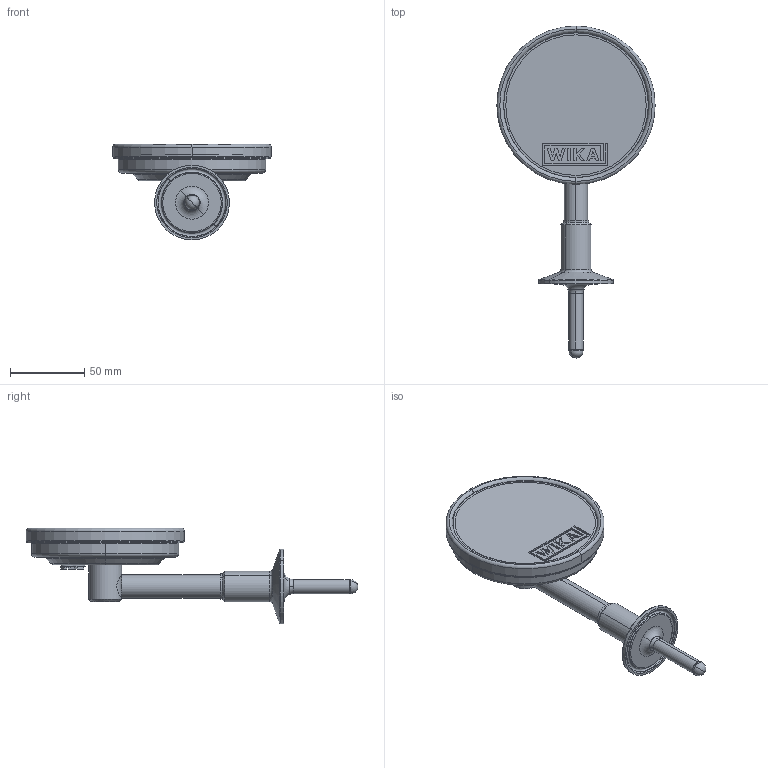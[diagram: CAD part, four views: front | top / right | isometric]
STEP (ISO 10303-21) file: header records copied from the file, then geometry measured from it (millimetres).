
FILE_DESCRIPTION((''),'2;1');
FILE_NAME('M001440_______________06299702_ASM','2022-09-21T15:33:48',('SchustM'),(''),'CREO PARAMETRIC BY PTC INC, 2021184','CREO PARAMETRIC BY PTC INC, 2021184','');
FILE_SCHEMA(('AP242_MANAGED_MODEL_BASED_3D_ENGINEERING_MIM_LF { 1 0 10303 442 1 1 4 }'));
Length unit declared in the file: millimetre
Products named in the file (15): M001439_GEH___________06413229; M001439_SHB___________06413262; M001439_BOE_RI________06413321; 14022539______________02791497; 1430572; 14392258______________05529771; M001440_ADAPT_________06413434; M001440_PIPE__________06413428; M001440_ANGLE_FIT_____06413435_ASM; M001440_FLA___________06413530; M001439_PLUG__________06413337; M001439_TR____________06413345_AF0; M001439_SCREW_________06413406; 14392317_SHWS_R6_4____06067805; M001440_______________06299702_ASM
Assembly tree (14 placements, depth 3):
  M001440_______________06299702_ASM
    M001439_GEH___________06413229
    M001439_SHB___________06413262
    M001439_BOE_RI________06413321
    14022539______________02791497
    1430572
    14392258______________05529771
    M001440_ANGLE_FIT_____06413435_ASM
      M001440_ADAPT_________06413434
      M001440_PIPE__________06413428
    M001440_FLA___________06413530
    M001439_PLUG__________06413337
    M001439_TR____________06413345_AF0
    M001439_SCREW_________06413406
    14392317_SHWS_R6_4____06067805
Bounding box: 106.9 x 224.1 x 64.57 mm (x, y, z)
Volume: 229187.6 mm3; surface area: 79642.4 mm2
Topology: 14 solids, 17 shells, 242 faces, 528 edges, 329 vertices
Faces by surface type: plane 118, cylinder 54, torus 36, cone 32, sphere 2
Entity records: 8360 total; most frequent: CARTESIAN_POINT 1450, DIRECTION 1269, ORIENTED_EDGE 1040, EDGE_CURVE 526, AXIS2_PLACEMENT_3D 505, VERTEX_POINT 329, EDGE_LOOP 267, VECTOR 259
